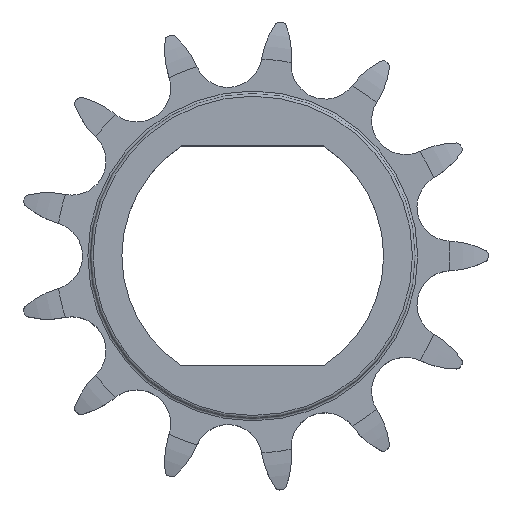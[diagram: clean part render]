
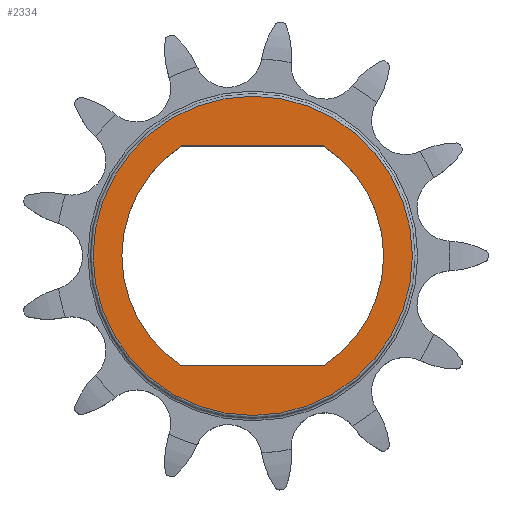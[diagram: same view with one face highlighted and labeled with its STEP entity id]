
A CAD part, top view. The second image highlights one B-rep face of the part: STEP entity #2334.
In plain terms, the highlighted planar face has unit normal (0, 0, 1).
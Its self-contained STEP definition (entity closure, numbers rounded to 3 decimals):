
#50=PLANE('',#2519);
#108=CIRCLE('',#2515,12.5);
#111=CIRCLE('',#2520,15.25);
#112=CIRCLE('',#2521,12.5);
#826=ORIENTED_EDGE('',*,*,#1481,.T.);
#827=ORIENTED_EDGE('',*,*,#1477,.T.);
#828=ORIENTED_EDGE('',*,*,#1482,.T.);
#829=ORIENTED_EDGE('',*,*,#1483,.T.);
#830=ORIENTED_EDGE('',*,*,#1484,.F.);
#1477=EDGE_CURVE('',#1753,#1752,#108,.T.);
#1481=EDGE_CURVE('',#1756,#1756,#111,.F.);
#1482=EDGE_CURVE('',#1752,#1757,#1841,.T.);
#1483=EDGE_CURVE('',#1757,#1758,#112,.T.);
#1484=EDGE_CURVE('',#1753,#1758,#1842,.T.);
#1752=VERTEX_POINT('',#4408);
#1753=VERTEX_POINT('',#4410);
#1756=VERTEX_POINT('',#4419);
#1757=VERTEX_POINT('',#4421);
#1758=VERTEX_POINT('',#4423);
#1841=LINE('',#4420,#1927);
#1842=LINE('',#4424,#1928);
#1927=VECTOR('',#2921,1000.);
#1928=VECTOR('',#2924,1000.);
#2016=EDGE_LOOP('',(#826));
#2017=EDGE_LOOP('',(#827,#828,#829,#830));
#2136=FACE_BOUND('',#2016,.T.);
#2137=FACE_BOUND('',#2017,.T.);
#2334=ADVANCED_FACE('',(#2136,#2137),#50,.F.);
#2515=AXIS2_PLACEMENT_3D('',#4409,#2908,#2909);
#2519=AXIS2_PLACEMENT_3D('',#4417,#2917,#2918);
#2520=AXIS2_PLACEMENT_3D('',#4418,#2919,#2920);
#2521=AXIS2_PLACEMENT_3D('',#4422,#2922,#2923);
#2908=DIRECTION('',(0.,0.,-1.));
#2909=DIRECTION('',(0.,1.,0.));
#2917=DIRECTION('',(0.,0.,-1.));
#2918=DIRECTION('',(-1.,0.,0.));
#2919=DIRECTION('',(0.,0.,-1.));
#2920=DIRECTION('',(-1.,0.,0.));
#2921=DIRECTION('',(1.,0.,0.));
#2922=DIRECTION('',(0.,0.,-1.));
#2923=DIRECTION('',(0.,1.,0.));
#2924=DIRECTION('',(1.,0.,0.));
#4408=CARTESIAN_POINT('',(-6.782,10.5,10.));
#4409=CARTESIAN_POINT('',(0.,0.,10.));
#4410=CARTESIAN_POINT('',(-6.782,-10.5,10.));
#4417=CARTESIAN_POINT('',(0.,0.,10.));
#4418=CARTESIAN_POINT('',(0.,0.,10.));
#4419=CARTESIAN_POINT('',(-15.25,0.,10.));
#4420=CARTESIAN_POINT('',(-6.782,10.5,10.));
#4421=CARTESIAN_POINT('',(6.782,10.5,10.));
#4422=CARTESIAN_POINT('',(0.,0.,10.));
#4423=CARTESIAN_POINT('',(6.782,-10.5,10.));
#4424=CARTESIAN_POINT('',(-6.782,-10.5,10.));
